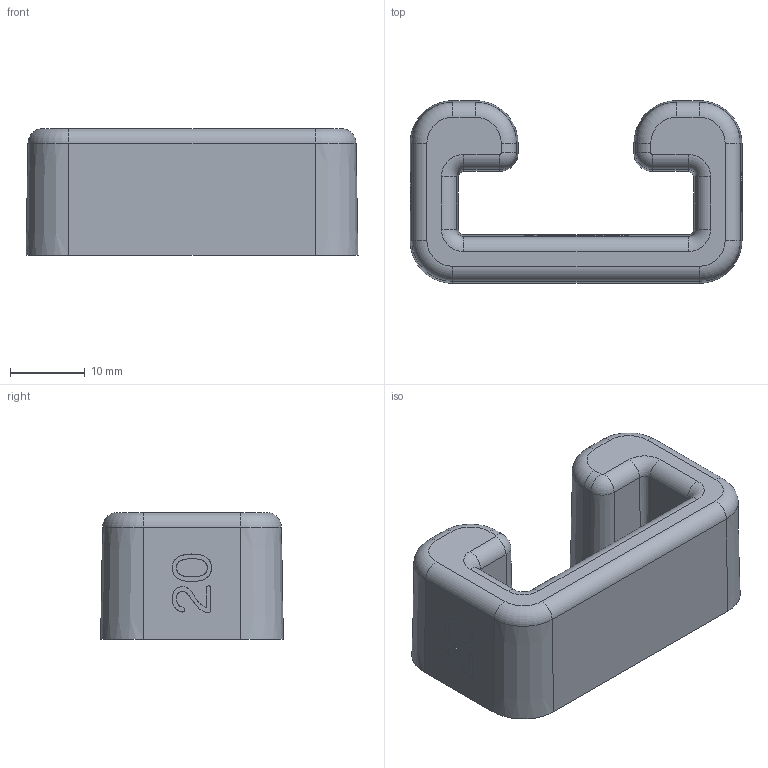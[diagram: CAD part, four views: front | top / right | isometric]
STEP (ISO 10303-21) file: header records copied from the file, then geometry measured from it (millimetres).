
FILE_DESCRIPTION(('STEP AP203'),'1');
FILE_NAME('20.step','2023-06-07T10:52:18',(' '),(' '),'Spatial InterOp 3D',' ',' ');
FILE_SCHEMA(('CONFIG_CONTROL_DESIGN'));
Length unit declared in the file: millimetre
Products named in the file (1): 1
Bounding box: 44.49 x 24.49 x 17 mm (x, y, z)
Volume: 6563.6 mm3; surface area: 6891.3 mm2
Topology: 10 solids, 10 shells, 183 faces, 434 edges, 272 vertices
Faces by surface type: plane 77, extrusion 34, torus 24, cylinder 24, cone 24
Entity records: 5966 total; most frequent: CARTESIAN_POINT 1709, ORIENTED_EDGE 868, DIRECTION 838, EDGE_CURVE 434, VECTOR 280, AXIS2_PLACEMENT_3D 279, VERTEX_POINT 272, LINE 246
